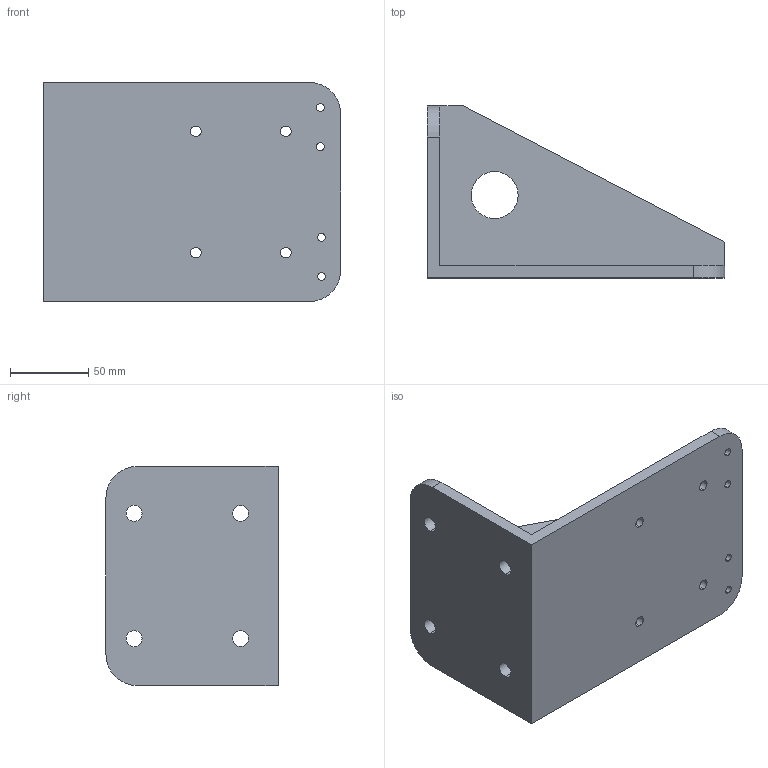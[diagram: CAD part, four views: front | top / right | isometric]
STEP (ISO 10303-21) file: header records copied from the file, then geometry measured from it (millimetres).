
FILE_DESCRIPTION (( 'STEP AP203' ), '1' );
FILE_NAME ('BI500-01-002-01.STEP', '2021-10-06T13:28:56', ( '' ), ( '' ), 'SwSTEP 2.0', 'SolidWorks 2021', '' );
FILE_SCHEMA (( 'CONFIG_CONTROL_DESIGN' ));
Length unit declared in the file: millimetre
Products named in the file (1): BI500-01-002-01
Bounding box: 190 x 110 x 140 mm (x, y, z)
Volume: 446999.5 mm3; surface area: 117164.8 mm2
Topology: 2 solids, 2 shells, 45 faces, 123 edges, 82 vertices
Faces by surface type: cylinder 30, plane 15
Entity records: 1584 total; most frequent: DIRECTION 275, CARTESIAN_POINT 251, ORIENTED_EDGE 246, EDGE_CURVE 123, AXIS2_PLACEMENT_3D 106, VERTEX_POINT 82, EDGE_LOOP 71, VECTOR 63
